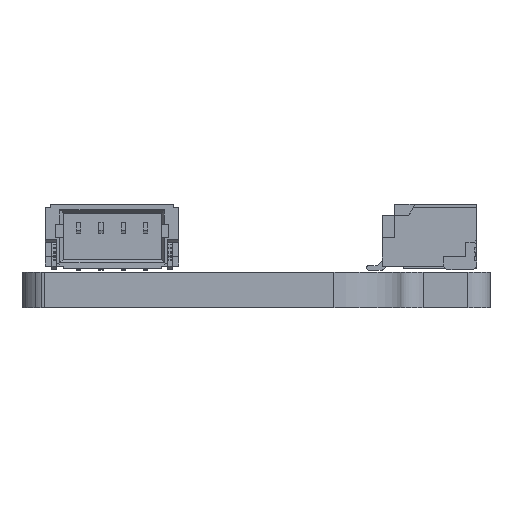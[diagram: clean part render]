
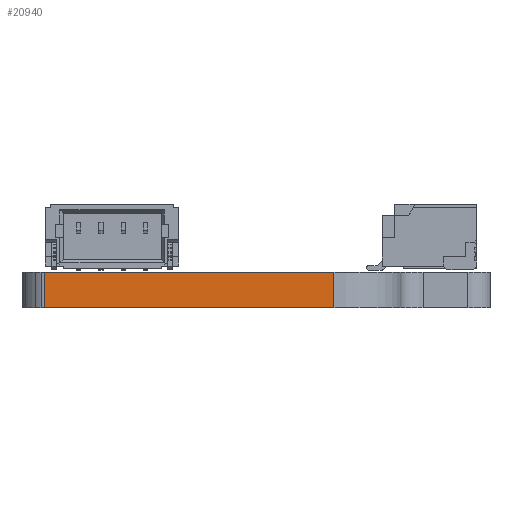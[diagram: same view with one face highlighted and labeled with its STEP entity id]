
A CAD part, front view. The second image highlights one B-rep face of the part: STEP entity #20940.
In plain terms, the highlighted planar face has unit normal (0, -1, 0).
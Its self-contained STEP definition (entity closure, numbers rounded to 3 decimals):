
#17334 = PLANE('',#17335);
#17335 = AXIS2_PLACEMENT_3D('',#17336,#17337,#17338);
#17336 = CARTESIAN_POINT('',(155.59,-83.82,1.6));
#17337 = DIRECTION('',(-0.,-0.,-1.));
#17338 = DIRECTION('',(-1.,0.,0.));
#17393 = PLANE('',#17394);
#17394 = AXIS2_PLACEMENT_3D('',#17395,#17396,#17397);
#17395 = CARTESIAN_POINT('',(155.59,-83.82,0.));
#17396 = DIRECTION('',(-0.,-0.,-1.));
#17397 = DIRECTION('',(-1.,0.,0.));
#18708 = VERTEX_POINT('',#18709);
#18709 = CARTESIAN_POINT('',(159.817,-99.82,0.));
#18728 = CYLINDRICAL_SURFACE('',#18729,3.);
#18729 = AXIS2_PLACEMENT_3D('',#18730,#18731,#18732);
#18730 = CARTESIAN_POINT('',(159.817,-96.82,0.));
#18731 = DIRECTION('',(-0.,-0.,-1.));
#18732 = DIRECTION('',(1.,0.,-0.));
#18740 = EDGE_CURVE('',#18708,#18741,#18743,.T.);
#18741 = VERTEX_POINT('',#18742);
#18742 = CARTESIAN_POINT('',(146.817,-99.82,0.));
#18743 = SURFACE_CURVE('',#18744,(#18748,#18755),.PCURVE_S1.);
#18744 = LINE('',#18745,#18746);
#18745 = CARTESIAN_POINT('',(159.817,-99.82,0.));
#18746 = VECTOR('',#18747,1.);
#18747 = DIRECTION('',(-1.,0.,0.));
#18748 = PCURVE('',#17393,#18749);
#18749 = DEFINITIONAL_REPRESENTATION('',(#18750),#18754);
#18750 = LINE('',#18751,#18752);
#18751 = CARTESIAN_POINT('',(-4.227,-16.));
#18752 = VECTOR('',#18753,1.);
#18753 = DIRECTION('',(1.,0.));
#18754 = ( GEOMETRIC_REPRESENTATION_CONTEXT(2) 
PARAMETRIC_REPRESENTATION_CONTEXT() REPRESENTATION_CONTEXT('2D SPACE',''
  ) );
#18755 = PCURVE('',#18756,#18761);
#18756 = PLANE('',#18757);
#18757 = AXIS2_PLACEMENT_3D('',#18758,#18759,#18760);
#18758 = CARTESIAN_POINT('',(159.817,-99.82,0.));
#18759 = DIRECTION('',(0.,-1.,0.));
#18760 = DIRECTION('',(-1.,0.,0.));
#18761 = DEFINITIONAL_REPRESENTATION('',(#18762),#18766);
#18762 = LINE('',#18763,#18764);
#18763 = CARTESIAN_POINT('',(0.,0.));
#18764 = VECTOR('',#18765,1.);
#18765 = DIRECTION('',(1.,0.));
#18766 = ( GEOMETRIC_REPRESENTATION_CONTEXT(2) 
PARAMETRIC_REPRESENTATION_CONTEXT() REPRESENTATION_CONTEXT('2D SPACE',''
  ) );
#18786 = SURFACE_OF_LINEAR_EXTRUSION('',#18787,#18792);
#18787 = B_SPLINE_CURVE_WITH_KNOTS('',3,(#18788,#18789,#18790,#18791),
  .UNSPECIFIED.,.F.,.F.,(4,4),(0.,1.),.PIECEWISE_BEZIER_KNOTS.);
#18788 = CARTESIAN_POINT('',(146.817,-99.82,0.));
#18789 = CARTESIAN_POINT('',(146.774,-99.82,0.));
#18790 = CARTESIAN_POINT('',(146.729,-99.808,0.));
#18791 = CARTESIAN_POINT('',(146.696,-99.798,0.));
#18792 = VECTOR('',#18793,1.);
#18793 = DIRECTION('',(-0.,-0.,-1.));
#20131 = VERTEX_POINT('',#20132);
#20132 = CARTESIAN_POINT('',(159.817,-99.82,1.6));
#20158 = EDGE_CURVE('',#20131,#20159,#20161,.T.);
#20159 = VERTEX_POINT('',#20160);
#20160 = CARTESIAN_POINT('',(146.817,-99.82,1.6));
#20161 = SURFACE_CURVE('',#20162,(#20166,#20173),.PCURVE_S1.);
#20162 = LINE('',#20163,#20164);
#20163 = CARTESIAN_POINT('',(159.817,-99.82,1.6));
#20164 = VECTOR('',#20165,1.);
#20165 = DIRECTION('',(-1.,0.,0.));
#20166 = PCURVE('',#17334,#20167);
#20167 = DEFINITIONAL_REPRESENTATION('',(#20168),#20172);
#20168 = LINE('',#20169,#20170);
#20169 = CARTESIAN_POINT('',(-4.227,-16.));
#20170 = VECTOR('',#20171,1.);
#20171 = DIRECTION('',(1.,0.));
#20172 = ( GEOMETRIC_REPRESENTATION_CONTEXT(2) 
PARAMETRIC_REPRESENTATION_CONTEXT() REPRESENTATION_CONTEXT('2D SPACE',''
  ) );
#20173 = PCURVE('',#18756,#20174);
#20174 = DEFINITIONAL_REPRESENTATION('',(#20175),#20179);
#20175 = LINE('',#20176,#20177);
#20176 = CARTESIAN_POINT('',(0.,-1.6));
#20177 = VECTOR('',#20178,1.);
#20178 = DIRECTION('',(1.,0.));
#20179 = ( GEOMETRIC_REPRESENTATION_CONTEXT(2) 
PARAMETRIC_REPRESENTATION_CONTEXT() REPRESENTATION_CONTEXT('2D SPACE',''
  ) );
#20890 = EDGE_CURVE('',#18741,#20159,#20891,.T.);
#20891 = SURFACE_CURVE('',#20892,(#20896,#20903),.PCURVE_S1.);
#20892 = LINE('',#20893,#20894);
#20893 = CARTESIAN_POINT('',(146.817,-99.82,0.));
#20894 = VECTOR('',#20895,1.);
#20895 = DIRECTION('',(0.,0.,1.));
#20896 = PCURVE('',#18786,#20897);
#20897 = DEFINITIONAL_REPRESENTATION('',(#20898),#20902);
#20898 = LINE('',#20899,#20900);
#20899 = CARTESIAN_POINT('',(0.,0.));
#20900 = VECTOR('',#20901,1.);
#20901 = DIRECTION('',(0.,-1.));
#20902 = ( GEOMETRIC_REPRESENTATION_CONTEXT(2) 
PARAMETRIC_REPRESENTATION_CONTEXT() REPRESENTATION_CONTEXT('2D SPACE',''
  ) );
#20903 = PCURVE('',#18756,#20904);
#20904 = DEFINITIONAL_REPRESENTATION('',(#20905),#20909);
#20905 = LINE('',#20906,#20907);
#20906 = CARTESIAN_POINT('',(13.,0.));
#20907 = VECTOR('',#20908,1.);
#20908 = DIRECTION('',(0.,-1.));
#20909 = ( GEOMETRIC_REPRESENTATION_CONTEXT(2) 
PARAMETRIC_REPRESENTATION_CONTEXT() REPRESENTATION_CONTEXT('2D SPACE',''
  ) );
#20940 = ADVANCED_FACE('',(#20941),#18756,.T.);
#20941 = FACE_BOUND('',#20942,.T.);
#20942 = EDGE_LOOP('',(#20943,#20964,#20965,#20966));
#20943 = ORIENTED_EDGE('',*,*,#20944,.T.);
#20944 = EDGE_CURVE('',#18708,#20131,#20945,.T.);
#20945 = SURFACE_CURVE('',#20946,(#20950,#20957),.PCURVE_S1.);
#20946 = LINE('',#20947,#20948);
#20947 = CARTESIAN_POINT('',(159.817,-99.82,0.));
#20948 = VECTOR('',#20949,1.);
#20949 = DIRECTION('',(0.,0.,1.));
#20950 = PCURVE('',#18756,#20951);
#20951 = DEFINITIONAL_REPRESENTATION('',(#20952),#20956);
#20952 = LINE('',#20953,#20954);
#20953 = CARTESIAN_POINT('',(0.,0.));
#20954 = VECTOR('',#20955,1.);
#20955 = DIRECTION('',(0.,-1.));
#20956 = ( GEOMETRIC_REPRESENTATION_CONTEXT(2) 
PARAMETRIC_REPRESENTATION_CONTEXT() REPRESENTATION_CONTEXT('2D SPACE',''
  ) );
#20957 = PCURVE('',#18728,#20958);
#20958 = DEFINITIONAL_REPRESENTATION('',(#20959),#20963);
#20959 = LINE('',#20960,#20961);
#20960 = CARTESIAN_POINT('',(-4.713,0.));
#20961 = VECTOR('',#20962,1.);
#20962 = DIRECTION('',(-0.,-1.));
#20963 = ( GEOMETRIC_REPRESENTATION_CONTEXT(2) 
PARAMETRIC_REPRESENTATION_CONTEXT() REPRESENTATION_CONTEXT('2D SPACE',''
  ) );
#20964 = ORIENTED_EDGE('',*,*,#20158,.T.);
#20965 = ORIENTED_EDGE('',*,*,#20890,.F.);
#20966 = ORIENTED_EDGE('',*,*,#18740,.F.);
